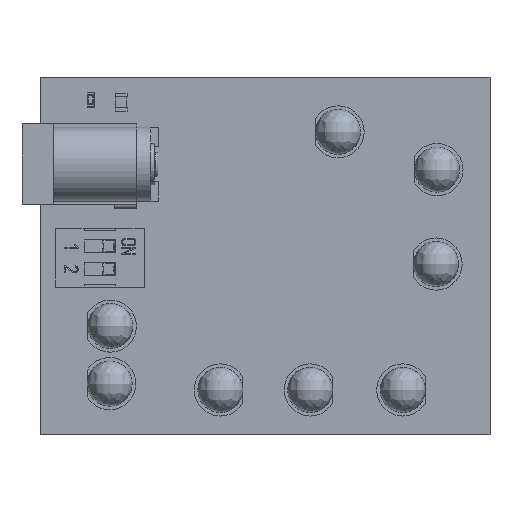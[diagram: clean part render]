
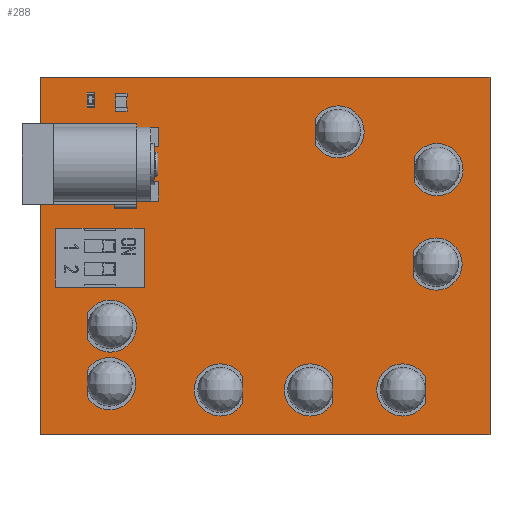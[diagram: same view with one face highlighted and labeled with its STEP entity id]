
A CAD part, top view. The second image highlights one B-rep face of the part: STEP entity #288.
In plain terms, the highlighted planar face has unit normal (0, 0, 1).
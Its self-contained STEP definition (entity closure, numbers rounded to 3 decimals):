
#159 = VERTEX_POINT('',#160);
#160 = CARTESIAN_POINT('',(0.,0.,0.));
#166 = EDGE_CURVE('',#159,#167,#169,.T.);
#167 = VERTEX_POINT('',#168);
#168 = CARTESIAN_POINT('',(50.,0.,0.));
#169 = LINE('',#170,#171);
#170 = CARTESIAN_POINT('',(0.,0.,0.));
#171 = VECTOR('',#172,1.);
#172 = DIRECTION('',(1.,0.,0.));
#197 = EDGE_CURVE('',#167,#198,#200,.T.);
#198 = VERTEX_POINT('',#199);
#199 = CARTESIAN_POINT('',(50.,39.8,0.));
#200 = LINE('',#201,#202);
#201 = CARTESIAN_POINT('',(50.,0.,0.));
#202 = VECTOR('',#203,1.);
#203 = DIRECTION('',(0.,1.,0.));
#228 = EDGE_CURVE('',#198,#229,#231,.T.);
#229 = VERTEX_POINT('',#230);
#230 = CARTESIAN_POINT('',(0.,39.8,0.));
#231 = LINE('',#232,#233);
#232 = CARTESIAN_POINT('',(50.,39.8,0.));
#233 = VECTOR('',#234,1.);
#234 = DIRECTION('',(-1.,0.,0.));
#259 = EDGE_CURVE('',#229,#159,#260,.T.);
#260 = LINE('',#261,#262);
#261 = CARTESIAN_POINT('',(0.,39.8,0.));
#262 = VECTOR('',#263,1.);
#263 = DIRECTION('',(0.,-1.,0.));
#288 = ADVANCED_FACE('',(#289),#295,.F.);
#289 = FACE_BOUND('',#290,.T.);
#290 = EDGE_LOOP('',(#291,#292,#293,#294));
#291 = ORIENTED_EDGE('',*,*,#166,.T.);
#292 = ORIENTED_EDGE('',*,*,#197,.T.);
#293 = ORIENTED_EDGE('',*,*,#228,.T.);
#294 = ORIENTED_EDGE('',*,*,#259,.T.);
#295 = PLANE('',#296);
#296 = AXIS2_PLACEMENT_3D('',#297,#298,#299);
#297 = CARTESIAN_POINT('',(0.,0.,0.));
#298 = DIRECTION('',(0.,0.,-1.));
#299 = DIRECTION('',(-1.,0.,0.));
